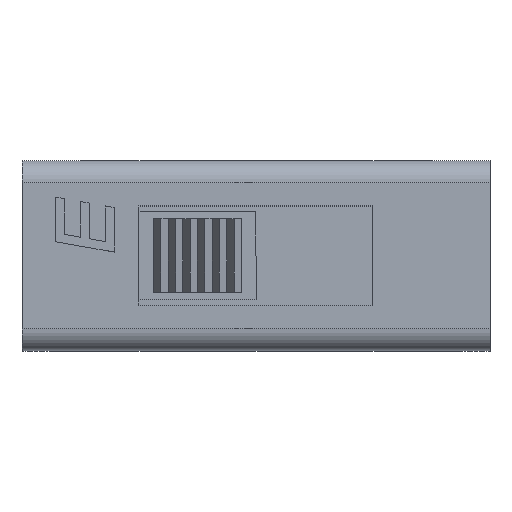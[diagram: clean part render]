
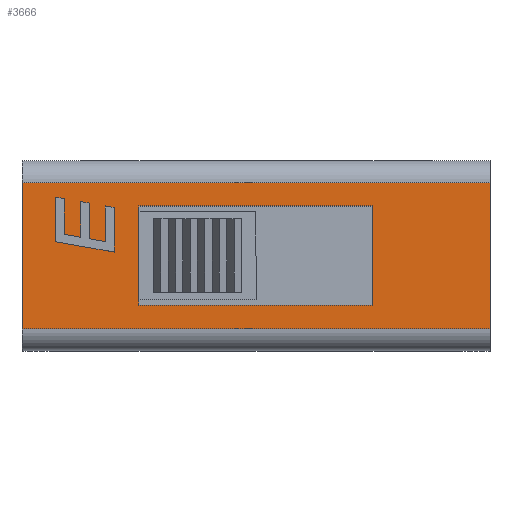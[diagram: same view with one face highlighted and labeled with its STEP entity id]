
A CAD part, top view. The second image highlights one B-rep face of the part: STEP entity #3666.
In plain terms, the highlighted planar face has unit normal (0, 0, 1).
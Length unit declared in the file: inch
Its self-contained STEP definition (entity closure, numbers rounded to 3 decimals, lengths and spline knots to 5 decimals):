
#50=FACE_BOUND('',#482,.T.);
#51=FACE_BOUND('',#483,.T.);
#285=FACE_OUTER_BOUND('',#481,.T.);
#481=EDGE_LOOP('',(#3300,#3301,#3302,#3303));
#482=EDGE_LOOP('',(#3304,#3305,#3306,#3307,#3308,#3309,#3310,#3311,#3312,
#3313,#3314,#3315));
#483=EDGE_LOOP('',(#3316,#3317,#3318,#3319,#3320,#3321));
#484=LINE('',#4865,#954);
#641=LINE('',#5188,#1111);
#644=LINE('',#5193,#1114);
#658=LINE('',#5223,#1128);
#809=LINE('',#5578,#1279);
#812=LINE('',#5584,#1282);
#815=LINE('',#5590,#1285);
#818=LINE('',#5596,#1288);
#821=LINE('',#5602,#1291);
#824=LINE('',#5608,#1294);
#827=LINE('',#5614,#1297);
#830=LINE('',#5620,#1300);
#833=LINE('',#5626,#1303);
#836=LINE('',#5632,#1306);
#839=LINE('',#5638,#1309);
#842=LINE('',#5642,#1312);
#920=LINE('',#5829,#1390);
#921=LINE('',#5832,#1391);
#924=LINE('',#5837,#1394);
#926=LINE('',#5842,#1396);
#928=LINE('',#5845,#1398);
#929=LINE('',#5847,#1399);
#954=VECTOR('',#3925,0.3937);
#1111=VECTOR('',#4196,0.3937);
#1114=VECTOR('',#4201,0.3937);
#1128=VECTOR('',#4225,0.3937);
#1279=VECTOR('',#4520,0.3937);
#1282=VECTOR('',#4525,0.3937);
#1285=VECTOR('',#4530,0.3937);
#1288=VECTOR('',#4535,0.3937);
#1291=VECTOR('',#4540,0.3937);
#1294=VECTOR('',#4545,0.3937);
#1297=VECTOR('',#4550,0.3937);
#1300=VECTOR('',#4555,0.3937);
#1303=VECTOR('',#4560,0.3937);
#1306=VECTOR('',#4565,0.3937);
#1309=VECTOR('',#4570,0.3937);
#1312=VECTOR('',#4575,0.3937);
#1390=VECTOR('',#4751,0.3937);
#1391=VECTOR('',#4754,0.3937);
#1394=VECTOR('',#4761,0.3937);
#1396=VECTOR('',#4765,0.3937);
#1398=VECTOR('',#4769,0.3937);
#1399=VECTOR('',#4772,0.3937);
#1424=VERTEX_POINT('',#4863);
#1425=VERTEX_POINT('',#4864);
#1534=VERTEX_POINT('',#5187);
#1535=VERTEX_POINT('',#5191);
#1545=VERTEX_POINT('',#5220);
#1546=VERTEX_POINT('',#5222);
#1677=VERTEX_POINT('',#5575);
#1678=VERTEX_POINT('',#5577);
#1680=VERTEX_POINT('',#5583);
#1682=VERTEX_POINT('',#5589);
#1684=VERTEX_POINT('',#5595);
#1686=VERTEX_POINT('',#5601);
#1688=VERTEX_POINT('',#5607);
#1690=VERTEX_POINT('',#5613);
#1692=VERTEX_POINT('',#5619);
#1694=VERTEX_POINT('',#5625);
#1696=VERTEX_POINT('',#5631);
#1698=VERTEX_POINT('',#5637);
#1758=VERTEX_POINT('',#5827);
#1759=VERTEX_POINT('',#5831);
#1760=VERTEX_POINT('',#5839);
#1761=VERTEX_POINT('',#5841);
#1762=EDGE_CURVE('',#1424,#1425,#484,.T.);
#1925=EDGE_CURVE('',#1534,#1424,#641,.T.);
#1928=EDGE_CURVE('',#1425,#1535,#644,.T.);
#1944=EDGE_CURVE('',#1545,#1546,#658,.T.);
#2119=EDGE_CURVE('',#1678,#1677,#809,.T.);
#2122=EDGE_CURVE('',#1680,#1678,#812,.T.);
#2125=EDGE_CURVE('',#1682,#1680,#815,.T.);
#2128=EDGE_CURVE('',#1684,#1682,#818,.T.);
#2131=EDGE_CURVE('',#1686,#1684,#821,.T.);
#2134=EDGE_CURVE('',#1688,#1686,#824,.T.);
#2137=EDGE_CURVE('',#1690,#1688,#827,.T.);
#2140=EDGE_CURVE('',#1692,#1690,#830,.T.);
#2143=EDGE_CURVE('',#1694,#1692,#833,.T.);
#2146=EDGE_CURVE('',#1696,#1694,#836,.T.);
#2149=EDGE_CURVE('',#1698,#1696,#839,.T.);
#2152=EDGE_CURVE('',#1677,#1698,#842,.T.);
#2247=EDGE_CURVE('',#1546,#1758,#920,.T.);
#2248=EDGE_CURVE('',#1758,#1759,#921,.T.);
#2252=EDGE_CURVE('',#1759,#1545,#924,.T.);
#2254=EDGE_CURVE('',#1761,#1760,#926,.T.);
#2256=EDGE_CURVE('',#1535,#1761,#928,.T.);
#2257=EDGE_CURVE('',#1760,#1534,#929,.T.);
#3300=ORIENTED_EDGE('',*,*,#2247,.F.);
#3301=ORIENTED_EDGE('',*,*,#1944,.F.);
#3302=ORIENTED_EDGE('',*,*,#2252,.F.);
#3303=ORIENTED_EDGE('',*,*,#2248,.F.);
#3304=ORIENTED_EDGE('',*,*,#2119,.T.);
#3305=ORIENTED_EDGE('',*,*,#2152,.T.);
#3306=ORIENTED_EDGE('',*,*,#2149,.T.);
#3307=ORIENTED_EDGE('',*,*,#2146,.T.);
#3308=ORIENTED_EDGE('',*,*,#2143,.T.);
#3309=ORIENTED_EDGE('',*,*,#2140,.T.);
#3310=ORIENTED_EDGE('',*,*,#2137,.T.);
#3311=ORIENTED_EDGE('',*,*,#2134,.T.);
#3312=ORIENTED_EDGE('',*,*,#2131,.T.);
#3313=ORIENTED_EDGE('',*,*,#2128,.T.);
#3314=ORIENTED_EDGE('',*,*,#2125,.T.);
#3315=ORIENTED_EDGE('',*,*,#2122,.T.);
#3316=ORIENTED_EDGE('',*,*,#2254,.T.);
#3317=ORIENTED_EDGE('',*,*,#2257,.T.);
#3318=ORIENTED_EDGE('',*,*,#1925,.T.);
#3319=ORIENTED_EDGE('',*,*,#1762,.T.);
#3320=ORIENTED_EDGE('',*,*,#1928,.T.);
#3321=ORIENTED_EDGE('',*,*,#2256,.T.);
#3482=PLANE('',#3920);
#3666=ADVANCED_FACE('',(#285,#50,#51),#3482,.T.);
#3920=AXIS2_PLACEMENT_3D('',#5903,#4859,#4860);
#3925=DIRECTION('',(0.,1.,0.));
#4196=DIRECTION('',(0.,1.,0.));
#4201=DIRECTION('',(0.,1.,0.));
#4225=DIRECTION('',(0.,1.,0.));
#4520=DIRECTION('',(0.,-1.,0.));
#4525=DIRECTION('',(0.985,-0.174,0.));
#4530=DIRECTION('',(0.,1.,0.));
#4535=DIRECTION('',(0.985,-0.174,0.));
#4540=DIRECTION('',(0.,-1.,0.));
#4545=DIRECTION('',(0.985,-0.174,0.));
#4550=DIRECTION('',(0.,1.,0.));
#4555=DIRECTION('',(0.985,-0.174,0.));
#4560=DIRECTION('',(0.,-1.,0.));
#4565=DIRECTION('',(0.985,-0.174,0.));
#4570=DIRECTION('',(0.,1.,0.));
#4575=DIRECTION('',(-0.985,0.174,0.));
#4751=DIRECTION('',(1.,0.,0.));
#4754=DIRECTION('',(0.,-1.,0.));
#4761=DIRECTION('',(-1.,0.,0.));
#4765=DIRECTION('',(0.,-1.,0.));
#4769=DIRECTION('',(1.,0.,0.));
#4772=DIRECTION('',(-1.,0.,0.));
#4859=DIRECTION('center_axis',(0.,0.,1.));
#4860=DIRECTION('ref_axis',(1.,0.,0.));
#4863=CARTESIAN_POINT('',(-0.15748,-0.05906,0.));
#4864=CARTESIAN_POINT('',(-0.15748,0.05906,0.));
#4865=CARTESIAN_POINT('',(-0.15748,0.03346,0.));
#5187=CARTESIAN_POINT('',(-0.15748,-0.06693,0.));
#5188=CARTESIAN_POINT('',(-0.15748,0.03346,0.));
#5191=CARTESIAN_POINT('',(-0.15748,0.06693,0.));
#5193=CARTESIAN_POINT('',(-0.15748,0.03346,0.));
#5220=CARTESIAN_POINT('',(-0.31496,-0.09843,0.));
#5222=CARTESIAN_POINT('',(-0.31496,0.09843,0.));
#5223=CARTESIAN_POINT('',(-0.31496,-0.12795,0.));
#5575=CARTESIAN_POINT('',(-0.19094,0.00489,0.));
#5577=CARTESIAN_POINT('',(-0.19094,0.06486,0.));
#5578=CARTESIAN_POINT('',(-0.19094,0.00245,0.));
#5583=CARTESIAN_POINT('',(-0.20276,0.06694,0.));
#5584=CARTESIAN_POINT('',(-0.09281,0.04755,0.));
#5589=CARTESIAN_POINT('',(-0.20276,0.01897,0.));
#5590=CARTESIAN_POINT('',(-0.20276,0.03347,0.));
#5595=CARTESIAN_POINT('',(-0.22441,0.02278,0.));
#5596=CARTESIAN_POINT('',(-0.10281,0.00134,0.));
#5601=CARTESIAN_POINT('',(-0.22441,0.07076,0.));
#5602=CARTESIAN_POINT('',(-0.22441,0.01139,0.));
#5607=CARTESIAN_POINT('',(-0.23622,0.07284,0.));
#5608=CARTESIAN_POINT('',(-0.10954,0.0505,0.));
#5613=CARTESIAN_POINT('',(-0.23622,0.02487,0.));
#5614=CARTESIAN_POINT('',(-0.23622,0.03642,0.));
#5619=CARTESIAN_POINT('',(-0.25787,0.02868,0.));
#5620=CARTESIAN_POINT('',(-0.11955,0.00429,0.));
#5625=CARTESIAN_POINT('',(-0.25787,0.07666,0.));
#5626=CARTESIAN_POINT('',(-0.25787,0.01434,0.));
#5631=CARTESIAN_POINT('',(-0.26969,0.07874,0.));
#5632=CARTESIAN_POINT('',(-0.12627,0.05345,0.));
#5637=CARTESIAN_POINT('',(-0.26969,0.01877,0.));
#5638=CARTESIAN_POINT('',(-0.26969,0.03937,0.));
#5642=CARTESIAN_POINT('',(-0.1373,-0.00457,0.));
#5827=CARTESIAN_POINT('',(0.31496,0.09843,0.));
#5829=CARTESIAN_POINT('',(0.15748,0.09843,0.));
#5831=CARTESIAN_POINT('',(0.31496,-0.09843,0.));
#5832=CARTESIAN_POINT('',(0.31496,0.12795,0.));
#5837=CARTESIAN_POINT('',(-0.15748,-0.09843,0.));
#5839=CARTESIAN_POINT('',(0.15748,-0.06693,0.));
#5841=CARTESIAN_POINT('',(0.15748,0.06693,0.));
#5842=CARTESIAN_POINT('',(0.15748,-0.03346,0.));
#5845=CARTESIAN_POINT('',(0.07874,0.06693,0.));
#5847=CARTESIAN_POINT('',(-0.07874,-0.06693,0.));
#5903=CARTESIAN_POINT('Origin',(0.,0.,
0.));
